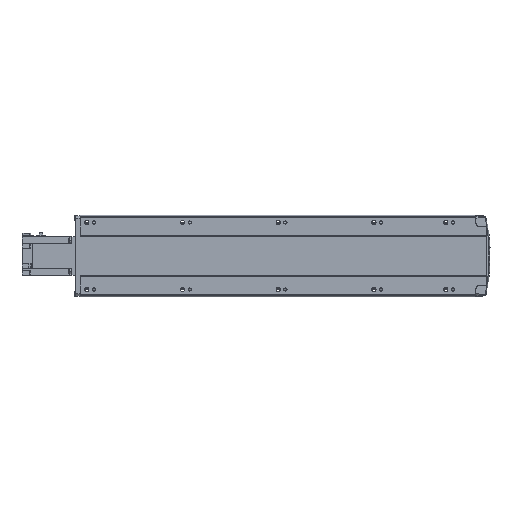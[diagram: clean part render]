
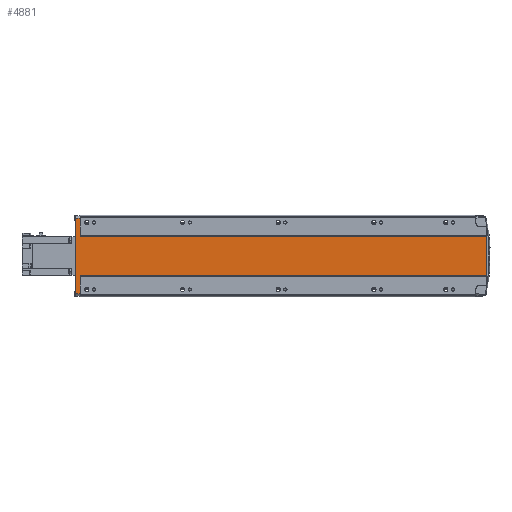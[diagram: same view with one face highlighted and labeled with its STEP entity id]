
A CAD part, front view. The second image highlights one B-rep face of the part: STEP entity #4881.
In plain terms, the highlighted planar face has unit normal (0, -1, 0).
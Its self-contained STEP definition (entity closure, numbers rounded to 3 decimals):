
#546 = VERTEX_POINT ( 'NONE', #24491 ) ;
#2644 = ORIENTED_EDGE ( 'NONE', *, *, #13627, .F. ) ;
#2969 = DIRECTION ( 'NONE',  ( -1., 0., 0. ) ) ;
#3593 = DIRECTION ( 'NONE',  ( 0., 1., 0. ) ) ;
#3883 = LINE ( 'NONE', #24277, #10815 ) ;
#4668 = CARTESIAN_POINT ( 'NONE',  ( 858.5, 1., 41.793 ) ) ;
#4881 = ADVANCED_FACE ( 'NONE', ( #30318 ), #6085, .F. ) ;
#4907 = CARTESIAN_POINT ( 'NONE',  ( 10., 1., 41.793 ) ) ;
#5786 = CARTESIAN_POINT ( 'NONE',  ( 0., 1., 78.644 ) ) ;
#6085 = PLANE ( 'NONE',  #30309 ) ;
#6109 = ORIENTED_EDGE ( 'NONE', *, *, #16743, .T. ) ;
#6474 = CARTESIAN_POINT ( 'NONE',  ( 10., 1., 78.644 ) ) ;
#7272 = ORIENTED_EDGE ( 'NONE', *, *, #7748, .F. ) ;
#7593 = LINE ( 'NONE', #22201, #15676 ) ;
#7748 = EDGE_CURVE ( 'NONE', #546, #12643, #21038, .T. ) ;
#8004 = VECTOR ( 'NONE', #9254, 1000. ) ;
#8202 = EDGE_CURVE ( 'NONE', #37028, #15940, #23876, .T. ) ;
#8706 = VERTEX_POINT ( 'NONE', #36545 ) ;
#8909 = ORIENTED_EDGE ( 'NONE', *, *, #26276, .T. ) ;
#9254 = DIRECTION ( 'NONE',  ( 0., 0., -1. ) ) ;
#9690 = DIRECTION ( 'NONE',  ( 0., 0., -1. ) ) ;
#9841 = DIRECTION ( 'NONE',  ( -1., 0., 0. ) ) ;
#10039 = CARTESIAN_POINT ( 'NONE',  ( 858.5, 1., 41.793 ) ) ;
#10815 = VECTOR ( 'NONE', #2969, 1000. ) ;
#12349 = DIRECTION ( 'NONE',  ( 0., 0., -1. ) ) ;
#12643 = VERTEX_POINT ( 'NONE', #35206 ) ;
#13243 = ORIENTED_EDGE ( 'NONE', *, *, #32518, .F. ) ;
#13627 = EDGE_CURVE ( 'NONE', #33219, #8706, #3883, .T. ) ;
#15236 = CARTESIAN_POINT ( 'NONE',  ( 10., 1., 78.644 ) ) ;
#15322 = CARTESIAN_POINT ( 'NONE',  ( 0., 1., 78.644 ) ) ;
#15676 = VECTOR ( 'NONE', #16606, 1000. ) ;
#15940 = VERTEX_POINT ( 'NONE', #4907 ) ;
#16517 = CARTESIAN_POINT ( 'NONE',  ( 10., 1., 78.644 ) ) ;
#16606 = DIRECTION ( 'NONE',  ( -1., 0., 0. ) ) ;
#16743 = EDGE_CURVE ( 'NONE', #37028, #23256, #7593, .T. ) ;
#17297 = CARTESIAN_POINT ( 'NONE',  ( 858.5, 1., -41.793 ) ) ;
#17831 = LINE ( 'NONE', #15322, #29136 ) ;
#19022 = ORIENTED_EDGE ( 'NONE', *, *, #35372, .T. ) ;
#21038 = LINE ( 'NONE', #23918, #28165 ) ;
#22201 = CARTESIAN_POINT ( 'NONE',  ( 10., 1., 78.644 ) ) ;
#23256 = VERTEX_POINT ( 'NONE', #5786 ) ;
#23484 = CARTESIAN_POINT ( 'NONE',  ( 10., 1., 78.644 ) ) ;
#23876 = LINE ( 'NONE', #23484, #8004 ) ;
#23918 = CARTESIAN_POINT ( 'NONE',  ( 10., 1., -78.644 ) ) ;
#24102 = EDGE_CURVE ( 'NONE', #8706, #546, #26989, .T. ) ;
#24277 = CARTESIAN_POINT ( 'NONE',  ( 858.5, 1., -41.793 ) ) ;
#24491 = CARTESIAN_POINT ( 'NONE',  ( 10., 1., -78.644 ) ) ;
#24893 = EDGE_LOOP ( 'NONE', ( #8909, #7272, #32436, #2644, #13243, #19022, #27125, #6109 ) ) ;
#25037 = LINE ( 'NONE', #10039, #35705 ) ;
#26276 = EDGE_CURVE ( 'NONE', #23256, #12643, #17831, .T. ) ;
#26648 = VECTOR ( 'NONE', #12349, 1000. ) ;
#26989 = LINE ( 'NONE', #15236, #26648 ) ;
#27125 = ORIENTED_EDGE ( 'NONE', *, *, #8202, .F. ) ;
#27979 = DIRECTION ( 'NONE',  ( 0., 0., -1. ) ) ;
#28165 = VECTOR ( 'NONE', #29321, 1000. ) ;
#29136 = VECTOR ( 'NONE', #27979, 1000. ) ;
#29321 = DIRECTION ( 'NONE',  ( -1., 0., 0. ) ) ;
#29946 = DIRECTION ( 'NONE',  ( 1., 0., 0. ) ) ;
#30309 = AXIS2_PLACEMENT_3D ( 'NONE', #6474, #3593, #29946 ) ;
#30318 = FACE_OUTER_BOUND ( 'NONE', #24893, .T. ) ;
#31834 = VECTOR ( 'NONE', #9690, 1000. ) ;
#32436 = ORIENTED_EDGE ( 'NONE', *, *, #24102, .F. ) ;
#32518 = EDGE_CURVE ( 'NONE', #35519, #33219, #33170, .T. ) ;
#33170 = LINE ( 'NONE', #36084, #31834 ) ;
#33219 = VERTEX_POINT ( 'NONE', #17297 ) ;
#35206 = CARTESIAN_POINT ( 'NONE',  ( 0., 1., -78.644 ) ) ;
#35372 = EDGE_CURVE ( 'NONE', #35519, #15940, #25037, .T. ) ;
#35519 = VERTEX_POINT ( 'NONE', #4668 ) ;
#35705 = VECTOR ( 'NONE', #9841, 1000. ) ;
#36084 = CARTESIAN_POINT ( 'NONE',  ( 858.5, 1., 41.793 ) ) ;
#36545 = CARTESIAN_POINT ( 'NONE',  ( 10., 1., -41.793 ) ) ;
#37028 = VERTEX_POINT ( 'NONE', #16517 ) ;
